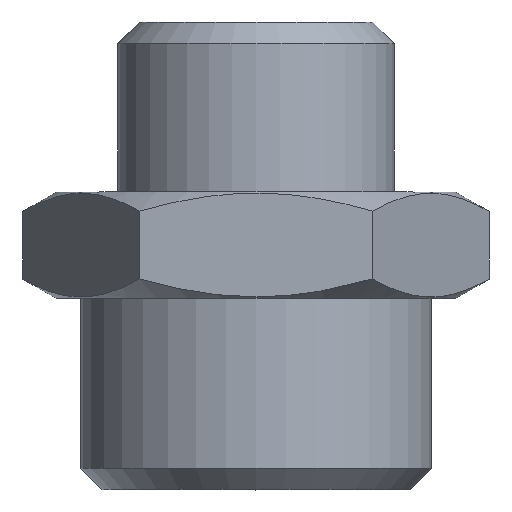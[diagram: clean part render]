
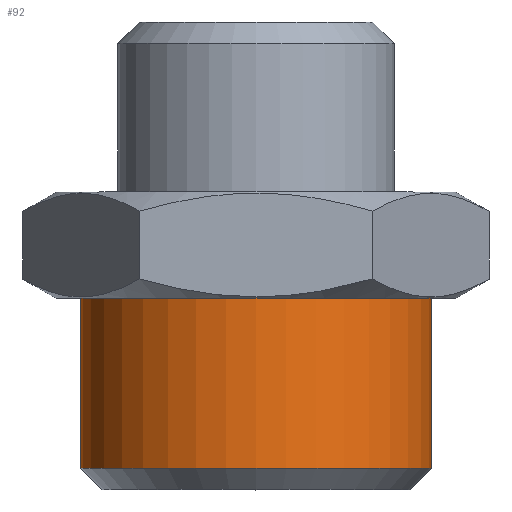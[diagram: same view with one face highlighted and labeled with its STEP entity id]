
A CAD part, top view. The second image highlights one B-rep face of the part: STEP entity #92.
In plain terms, the highlighted cylindrical face has radius 8.25 mm (diameter 16.5 mm), a full revolution.
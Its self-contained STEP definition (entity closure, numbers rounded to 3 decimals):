
#92 = ADVANCED_FACE( 'NONE', ( #141, #142 ), #143, .T. );
#141 = FACE_OUTER_BOUND( '', #195, .T. );
#142 = FACE_OUTER_BOUND( '', #196, .T. );
#143 = CYLINDRICAL_SURFACE( '', #197, 8.25 );
#195 = EDGE_LOOP( '', ( #315 ) );
#196 = EDGE_LOOP( '', ( #316 ) );
#197 = AXIS2_PLACEMENT_3D( '', #317, #318, #319 );
#315 = ORIENTED_EDGE( '', *, *, #361, .T. );
#316 = ORIENTED_EDGE( '', *, *, #352, .T. );
#317 = CARTESIAN_POINT( '', ( 0., -6.209, 0. ) );
#318 = DIRECTION( '', ( 0., 1., 0. ) );
#319 = DIRECTION( '', ( 0., 0., -1. ) );
#352 = EDGE_CURVE( 'NONE', #404, #404, #405, .T. );
#361 = EDGE_CURVE( 'NONE', #419, #419, #420, .T. );
#404 = VERTEX_POINT( '', #683 );
#405 = CIRCLE( '', #684, 8.25 );
#419 = VERTEX_POINT( '', #701 );
#420 = CIRCLE( '', #702, 8.25 );
#683 = CARTESIAN_POINT( '', ( 0., 9., -8.25 ) );
#684 = AXIS2_PLACEMENT_3D( '', #723, #724, #725 );
#701 = CARTESIAN_POINT( '', ( 0., 1., -8.25 ) );
#702 = AXIS2_PLACEMENT_3D( '', #744, #745, #746 );
#723 = CARTESIAN_POINT( '', ( 0., 9., 0. ) );
#724 = DIRECTION( '', ( 0., -1., 0. ) );
#725 = DIRECTION( '', ( 0., 0., -1. ) );
#744 = CARTESIAN_POINT( '', ( 0., 1., 0. ) );
#745 = DIRECTION( '', ( 0., 1., 0. ) );
#746 = DIRECTION( '', ( 0., 0., -1. ) );
